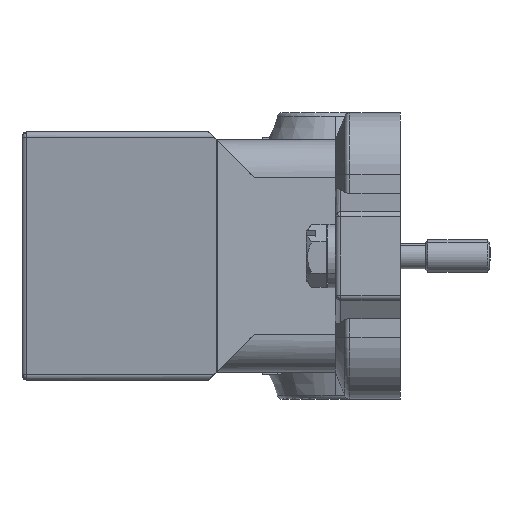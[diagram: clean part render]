
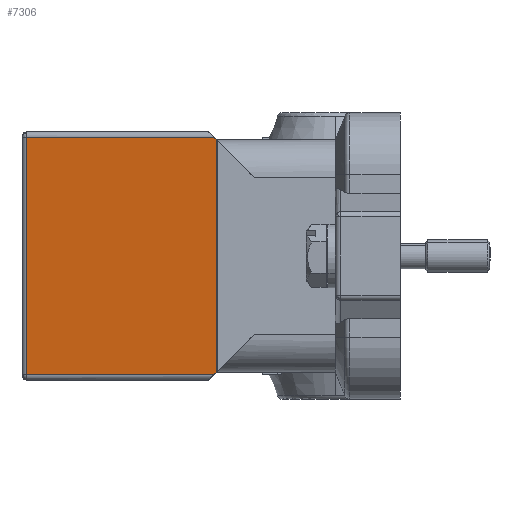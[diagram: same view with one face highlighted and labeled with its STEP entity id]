
A CAD part, left-side view. The second image highlights one B-rep face of the part: STEP entity #7306.
In plain terms, the highlighted planar face has unit normal (-0.985, 0.174, 0).
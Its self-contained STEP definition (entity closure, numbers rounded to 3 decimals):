
#740=DIRECTION('',(-0.124,-0.702,-0.702));
#741=VECTOR('',#740,0.59);
#742=CARTESIAN_POINT('',(-36.412,34.5,22.));
#743=LINE('',#742,#741);
#820=DIRECTION('',(0.124,0.702,-0.702));
#821=VECTOR('',#820,0.59);
#822=CARTESIAN_POINT('',(-36.485,34.086,-21.586));
#823=LINE('',#822,#821);
#958=DIRECTION('',(-0.174,-0.985,0.));
#959=VECTOR('',#958,35.209);
#960=CARTESIAN_POINT('',(-30.298,69.174,22.));
#961=LINE('',#960,#959);
#962=CARTESIAN_POINT('',(-36.412,34.5,22.));
#969=DIRECTION('',(0.174,0.985,0.));
#970=VECTOR('',#969,35.209);
#971=CARTESIAN_POINT('',(-36.412,34.5,-22.));
#972=LINE('',#971,#970);
#978=CARTESIAN_POINT('',(-36.412,34.5,-22.));
#994=DIRECTION('',(0.,0.,1.));
#995=VECTOR('',#994,44.);
#996=CARTESIAN_POINT('',(-30.298,69.174,-22.));
#997=LINE('',#996,#995);
#2516=CARTESIAN_POINT('',(-36.485,34.086,
-21.586));
#2521=DIRECTION('',(0.,0.,-1.));
#2522=VECTOR('',#2521,43.172);
#2523=CARTESIAN_POINT('',(-36.485,34.086,21.586));
#2524=LINE('',#2523,#2522);
#2528=CARTESIAN_POINT('',(-36.485,34.086,21.586));
#5711=VERTEX_POINT('',#2516);
#5712=VERTEX_POINT('',#2528);
#5718=VERTEX_POINT('',#962);
#5756=VERTEX_POINT('',#978);
#5757=CARTESIAN_POINT('',(-30.298,69.174,-22.));
#5758=VERTEX_POINT('',#5757);
#5759=CARTESIAN_POINT('',(-30.298,69.174,22.));
#5760=VERTEX_POINT('',#5759);
#7290=CARTESIAN_POINT('',(-30.152,70.,-23.));
#7291=DIRECTION('',(-0.985,0.174,0.));
#7292=DIRECTION('',(-0.174,-0.985,0.));
#7293=AXIS2_PLACEMENT_3D('',#7290,#7291,#7292);
#7294=PLANE('',#7293);
#7295=ORIENTED_EDGE('',*,*,#7099,.T.);
#7297=ORIENTED_EDGE('',*,*,#7296,.T.);
#7299=ORIENTED_EDGE('',*,*,#7298,.T.);
#7300=ORIENTED_EDGE('',*,*,#7279,.T.);
#7301=ORIENTED_EDGE('',*,*,#6997,.T.);
#7303=ORIENTED_EDGE('',*,*,#7302,.T.);
#7304=EDGE_LOOP('',(#7295,#7297,#7299,#7300,#7301,#7303));
#7305=FACE_OUTER_BOUND('',#7304,.F.);
#7306=ADVANCED_FACE('',(#7305),#7294,.T.);
#6997=EDGE_CURVE('',#5718,#5712,#743,.T.);
#7099=EDGE_CURVE('',#5711,#5756,#823,.T.);
#7279=EDGE_CURVE('',#5760,#5718,#961,.T.);
#7296=EDGE_CURVE('',#5756,#5758,#972,.T.);
#7298=EDGE_CURVE('',#5758,#5760,#997,.T.);
#7302=EDGE_CURVE('',#5712,#5711,#2524,.T.);
